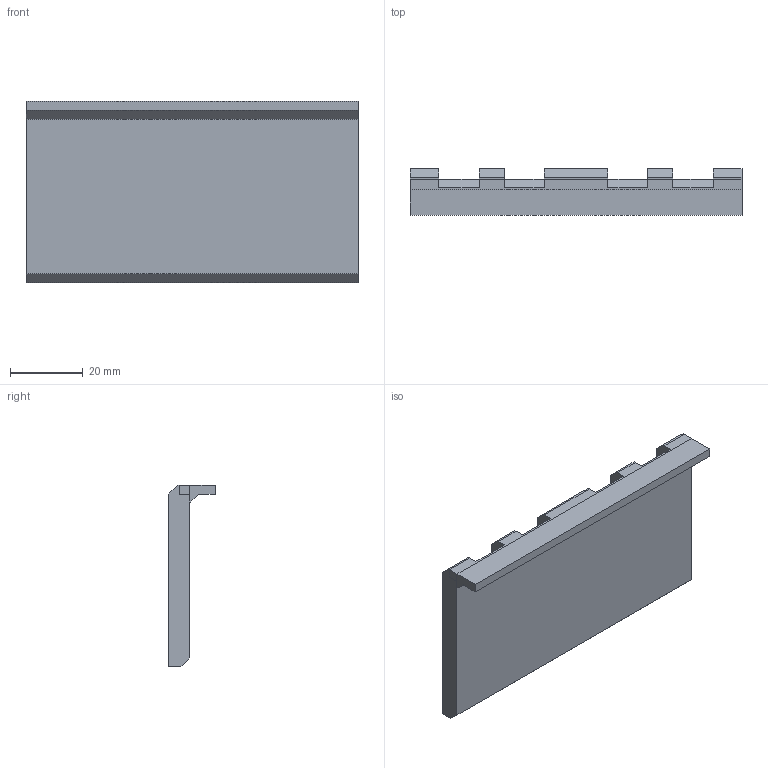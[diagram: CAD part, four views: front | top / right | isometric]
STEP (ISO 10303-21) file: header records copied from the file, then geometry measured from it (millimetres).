
FILE_DESCRIPTION(('FreeCAD Model'),'2;1');
FILE_NAME('Open CASCADE Shape Model','2024-11-25T15:52:56',( 'kicad StepUp'),('ksu MCAD'),'Open CASCADE STEP processor 7.6', 'FreeCAD','Unknown');
FILE_SCHEMA(('AUTOMOTIVE_DESIGN { 1 0 10303 214 1 1 1 1 }'));
Length unit declared in the file: millimetre
Products named in the file (1): Chamfer
Bounding box: 91.54 x 12.87 x 50 mm (x, y, z)
Volume: 21523.8 mm3; surface area: 12626.7 mm2
Topology: 1 solids, 1 shells, 49 faces, 137 edges, 90 vertices
Faces by surface type: plane 49
Entity records: 1561 total; most frequent: CARTESIAN_POINT 277, ORIENTED_EDGE 274, DIRECTION 237, EDGE_CURVE 137, LINE 137, VECTOR 137, VERTEX_POINT 90, AXIS2_PLACEMENT_3D 50
